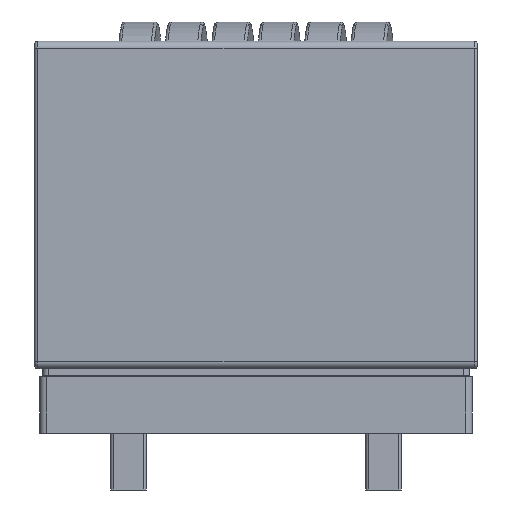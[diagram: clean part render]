
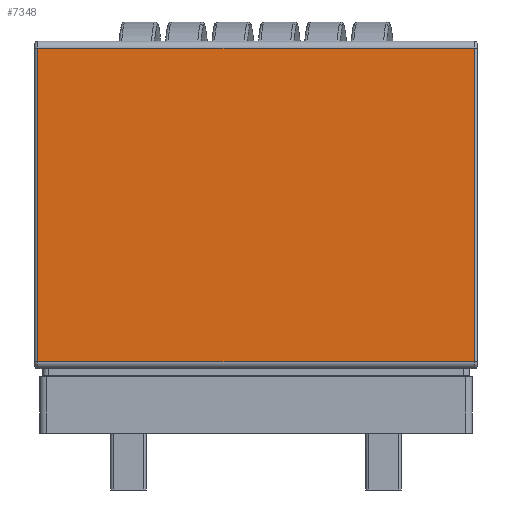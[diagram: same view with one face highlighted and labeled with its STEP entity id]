
A CAD part, left-side view. The second image highlights one B-rep face of the part: STEP entity #7348.
In plain terms, the highlighted planar face has unit normal (-1, 0, 0).
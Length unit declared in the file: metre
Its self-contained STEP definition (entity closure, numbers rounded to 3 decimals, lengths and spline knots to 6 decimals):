
#854=PLANE('',#10556);
#1168=LINE('',#22310,#1812);
#1171=LINE('',#22318,#1815);
#1184=LINE('',#22352,#1828);
#1196=LINE('',#22400,#1840);
#1812=VECTOR('',#11231,1.);
#1815=VECTOR('',#11240,1.);
#1828=VECTOR('',#11269,1.);
#1840=VECTOR('',#11317,1.);
#2906=ORIENTED_EDGE('',*,*,#4717,.F.);
#2907=ORIENTED_EDGE('',*,*,#4696,.T.);
#2908=ORIENTED_EDGE('',*,*,#4700,.T.);
#2909=ORIENTED_EDGE('',*,*,#4739,.T.);
#4696=EDGE_CURVE('',#5616,#5617,#1168,.T.);
#4700=EDGE_CURVE('',#5617,#5621,#1171,.T.);
#4717=EDGE_CURVE('',#5616,#5634,#1184,.T.);
#4739=EDGE_CURVE('',#5621,#5634,#1196,.T.);
#5616=VERTEX_POINT('',#22299);
#5617=VERTEX_POINT('',#22304);
#5621=VERTEX_POINT('',#22319);
#5634=VERTEX_POINT('',#22353);
#6352=EDGE_LOOP('',(#2906,#2907,#2908,#2909));
#6824=FACE_BOUND('',#6352,.T.);
#7348=ADVANCED_FACE('',(#6824),#854,.T.);
#10556=AXIS2_PLACEMENT_3D('',#22399,#11315,#11316);
#11231=DIRECTION('',(0.,0.,-1.));
#11240=DIRECTION('',(0.,-1.,0.));
#11269=DIRECTION('',(0.,-1.,0.));
#11315=DIRECTION('',(-1.,0.,0.));
#11316=DIRECTION('',(0.,0.,1.));
#11317=DIRECTION('',(0.,0.,1.));
#22299=CARTESIAN_POINT('',(-0.016,0.0154,0.0244));
#22304=CARTESIAN_POINT('',(-0.016,0.0154,0.0023));
#22310=CARTESIAN_POINT('',(-0.016,0.0154,0.0023));
#22318=CARTESIAN_POINT('',(-0.016,0.0156,0.0023));
#22319=CARTESIAN_POINT('',(-0.016,-0.0154,0.0023));
#22352=CARTESIAN_POINT('',(-0.016,0.0156,0.0244));
#22353=CARTESIAN_POINT('',(-0.016,-0.0154,0.0244));
#22399=CARTESIAN_POINT('',(-0.016,0.0156,0.0249));
#22400=CARTESIAN_POINT('',(-0.016,-0.0154,0.0244));
